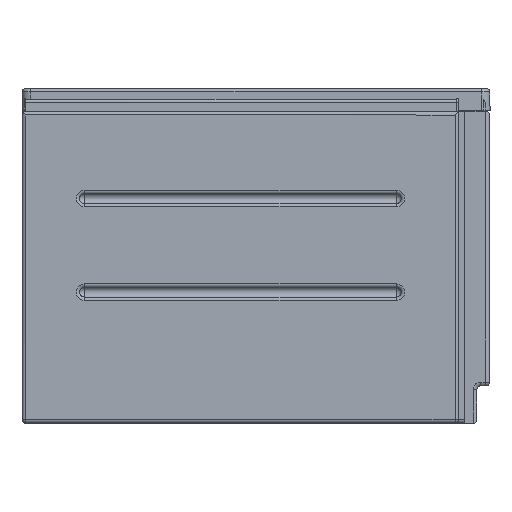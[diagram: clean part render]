
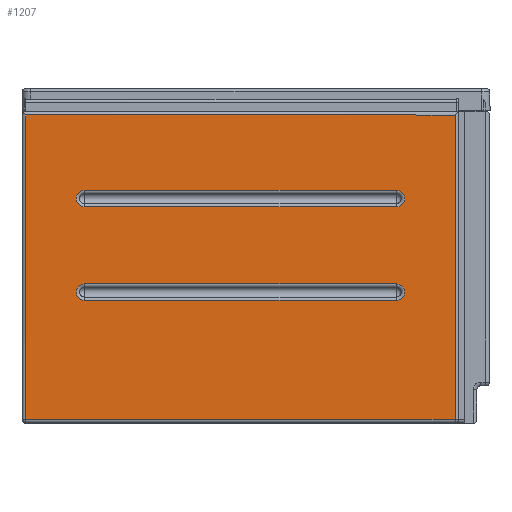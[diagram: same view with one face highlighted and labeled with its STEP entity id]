
A CAD part, left-side view. The second image highlights one B-rep face of the part: STEP entity #1207.
In plain terms, the highlighted face is planar.
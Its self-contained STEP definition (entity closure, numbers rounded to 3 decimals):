
#155=CARTESIAN_POINT('',(-17.064,-492.97,40.0));
#156=VERTEX_POINT('',#155);
#947=CARTESIAN_POINT('',(-705.064,-492.97,40.0));
#948=VERTEX_POINT('',#947);
#988=CARTESIAN_POINT('',(-705.064,-4.97,40.0));
#989=VERTEX_POINT('',#988);
#997=CARTESIAN_POINT('',(-17.064,-4.97,40.0));
#998=VERTEX_POINT('',#997);
#999=CARTESIAN_POINT('',(-705.064,-4.97,40.0));
#1000=DIRECTION('',(1.0,0.0,0.0));
#1001=VECTOR('',#1000,688.0);
#1002=LINE('',#999,#1001);
#1003=EDGE_CURVE('',#989,#998,#1002,.T.);
#1023=CARTESIAN_POINT('',(-17.064,-4.97,40.0));
#1024=DIRECTION('',(0.0,-1.0,0.0));
#1025=VECTOR('',#1024,488.);
#1026=LINE('',#1023,#1025);
#1027=EDGE_CURVE('',#998,#156,#1026,.T.);
#1044=CARTESIAN_POINT('',(-705.064,-492.97,40.0));
#1045=DIRECTION('',(0.0,1.0,0.0));
#1046=VECTOR('',#1045,488.);
#1047=LINE('',#1044,#1046);
#1048=EDGE_CURVE('',#948,#989,#1047,.T.);
#1060=CARTESIAN_POINT('',(-17.064,-492.97,40.0));
#1061=DIRECTION('',(-1.0,0.0,0.0));
#1062=VECTOR('',#1061,688.0);
#1063=LINE('',#1060,#1062);
#1064=EDGE_CURVE('',#156,#948,#1063,.T.);
#1124=CARTESIAN_POINT('',(-338.564,-238.97,40.0));
#1125=DIRECTION('',(0.0,0.0,1.0));
#1126=DIRECTION('',(1.0,0.0,0.0));
#1127=AXIS2_PLACEMENT_3D('',#1124,#1125,#1126);
#1128=PLANE('',#1127);
#1129=ORIENTED_EDGE('',*,*,#1003,.F.);
#1130=ORIENTED_EDGE('',*,*,#1048,.F.);
#1131=ORIENTED_EDGE('',*,*,#1064,.F.);
#1132=ORIENTED_EDGE('',*,*,#1027,.F.);
#1133=EDGE_LOOP('',(#1129,#1130,#1131,#1132));
#1134=FACE_OUTER_BOUND('',#1133,.T.);
#1135=CARTESIAN_POINT('',(-111.064,-302.17,40.0));
#1136=VERTEX_POINT('',#1135);
#1137=CARTESIAN_POINT('',(-111.064,-275.77,40.0));
#1138=VERTEX_POINT('',#1137);
#1139=CARTESIAN_POINT('',(-111.064,-288.97,40.0));
#1140=DIRECTION('',(0.0,0.0,1.0));
#1141=DIRECTION('',(1.0,0.0,0.0));
#1142=AXIS2_PLACEMENT_3D('',#1139,#1140,#1141);
#1143=CIRCLE('',#1142,13.2);
#1144=EDGE_CURVE('',#1136,#1138,#1143,.T.);
#1145=ORIENTED_EDGE('',*,*,#1144,.F.);
#1146=CARTESIAN_POINT('',(-611.064,-302.17,40.0));
#1147=VERTEX_POINT('',#1146);
#1148=CARTESIAN_POINT('',(-611.064,-302.17,40.0));
#1149=DIRECTION('',(1.0,0.0,0.0));
#1150=VECTOR('',#1149,500.);
#1151=LINE('',#1148,#1150);
#1152=EDGE_CURVE('',#1147,#1136,#1151,.T.);
#1153=ORIENTED_EDGE('',*,*,#1152,.F.);
#1154=CARTESIAN_POINT('',(-611.064,-275.77,40.0));
#1155=VERTEX_POINT('',#1154);
#1156=CARTESIAN_POINT('',(-611.064,-288.97,40.0));
#1157=DIRECTION('',(0.0,0.0,1.0));
#1158=DIRECTION('',(-1.0,0.0,0.0));
#1159=AXIS2_PLACEMENT_3D('',#1156,#1157,#1158);
#1160=CIRCLE('',#1159,13.2);
#1161=EDGE_CURVE('',#1155,#1147,#1160,.T.);
#1162=ORIENTED_EDGE('',*,*,#1161,.F.);
#1163=CARTESIAN_POINT('',(-111.064,-275.77,40.0));
#1164=DIRECTION('',(-1.0,0.0,0.0));
#1165=VECTOR('',#1164,500.);
#1166=LINE('',#1163,#1165);
#1167=EDGE_CURVE('',#1138,#1155,#1166,.T.);
#1168=ORIENTED_EDGE('',*,*,#1167,.F.);
#1169=EDGE_LOOP('',(#1145,#1153,#1162,#1168));
#1170=FACE_BOUND('',#1169,.T.);
#1171=CARTESIAN_POINT('',(-111.064,-125.77,40.0));
#1172=VERTEX_POINT('',#1171);
#1173=CARTESIAN_POINT('',(-611.064,-125.77,40.0));
#1174=VERTEX_POINT('',#1173);
#1175=CARTESIAN_POINT('',(-111.064,-125.77,40.0));
#1176=DIRECTION('',(-1.0,0.0,0.0));
#1177=VECTOR('',#1176,500.);
#1178=LINE('',#1175,#1177);
#1179=EDGE_CURVE('',#1172,#1174,#1178,.T.);
#1180=ORIENTED_EDGE('',*,*,#1179,.F.);
#1181=CARTESIAN_POINT('',(-111.064,-152.17,40.0));
#1182=VERTEX_POINT('',#1181);
#1183=CARTESIAN_POINT('',(-111.064,-138.97,40.0));
#1184=DIRECTION('',(0.0,0.0,1.0));
#1185=DIRECTION('',(1.0,0.0,0.0));
#1186=AXIS2_PLACEMENT_3D('',#1183,#1184,#1185);
#1187=CIRCLE('',#1186,13.2);
#1188=EDGE_CURVE('',#1182,#1172,#1187,.T.);
#1189=ORIENTED_EDGE('',*,*,#1188,.F.);
#1190=CARTESIAN_POINT('',(-611.064,-152.17,40.0));
#1191=VERTEX_POINT('',#1190);
#1192=CARTESIAN_POINT('',(-611.064,-152.17,40.0));
#1193=DIRECTION('',(1.0,0.0,0.0));
#1194=VECTOR('',#1193,500.);
#1195=LINE('',#1192,#1194);
#1196=EDGE_CURVE('',#1191,#1182,#1195,.T.);
#1197=ORIENTED_EDGE('',*,*,#1196,.F.);
#1198=CARTESIAN_POINT('',(-611.064,-138.97,40.0));
#1199=DIRECTION('',(0.0,0.0,1.0));
#1200=DIRECTION('',(-1.0,0.0,0.0));
#1201=AXIS2_PLACEMENT_3D('',#1198,#1199,#1200);
#1202=CIRCLE('',#1201,13.2);
#1203=EDGE_CURVE('',#1174,#1191,#1202,.T.);
#1204=ORIENTED_EDGE('',*,*,#1203,.F.);
#1205=EDGE_LOOP('',(#1180,#1189,#1197,#1204));
#1206=FACE_BOUND('',#1205,.T.);
#1207=ADVANCED_FACE('',(#1134,#1170,#1206),#1128,.T.);
